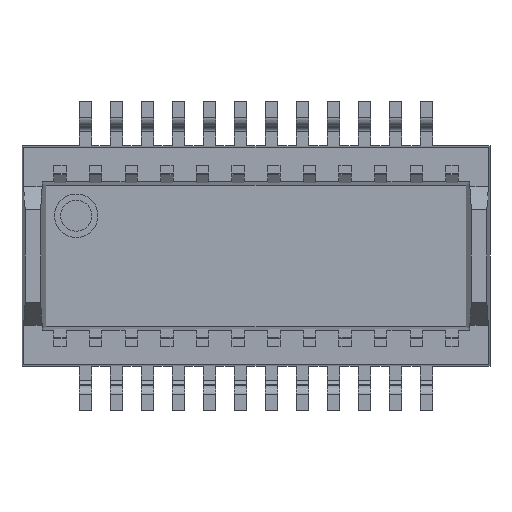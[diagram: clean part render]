
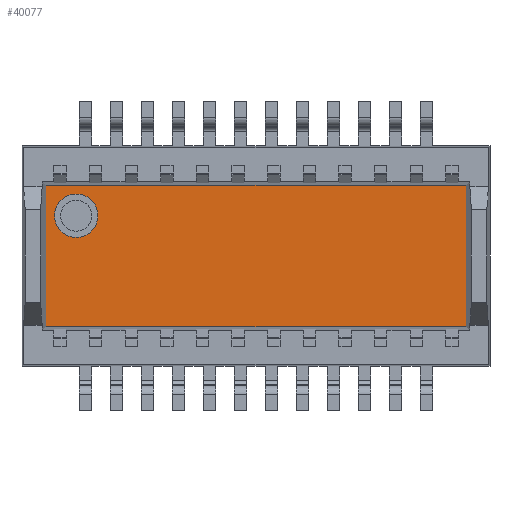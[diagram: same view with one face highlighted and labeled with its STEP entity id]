
A CAD part, front view. The second image highlights one B-rep face of the part: STEP entity #40077.
In plain terms, the highlighted planar face has unit normal (0, -1, 0).
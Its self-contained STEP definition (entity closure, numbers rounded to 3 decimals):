
#90=DIRECTION('',(1.,0.,0.));
#91=VECTOR('',#90,13.559);
#92=CARTESIAN_POINT('',(2.226,1.3,-13.721));
#93=LINE('',#92,#91);
#11090=DIRECTION('',(0.,0.,1.));
#11091=VECTOR('',#11090,4.559);
#11092=CARTESIAN_POINT('',(2.226,1.3,-18.279));
#11093=LINE('',#11092,#11091);
#11110=CARTESIAN_POINT('',(3.205,1.3,-14.7));
#11111=DIRECTION('',(0.,1.,0.));
#11112=DIRECTION('',(0.,0.,1.));
#11113=AXIS2_PLACEMENT_3D('',#11110,#11111,#11112);
#11115=CARTESIAN_POINT('',(3.205,1.3,-14.7));
#11116=DIRECTION('',(0.,1.,0.));
#11117=DIRECTION('',(0.,0.,-1.));
#11118=AXIS2_PLACEMENT_3D('',#11115,#11116,#11117);
#11120=DIRECTION('',(0.,0.,-1.));
#11121=VECTOR('',#11120,4.559);
#11122=CARTESIAN_POINT('',(15.784,1.3,-13.721));
#11123=LINE('',#11122,#11121);
#11180=DIRECTION('',(-1.,0.,0.));
#11181=VECTOR('',#11180,13.559);
#11182=CARTESIAN_POINT('',(15.784,1.3,-18.279));
#11183=LINE('',#11182,#11181);
#18218=CARTESIAN_POINT('',(2.226,1.3,-13.721));
#18219=VERTEX_POINT('',#18218);
#18220=CARTESIAN_POINT('',(15.784,1.3,-13.721));
#18221=VERTEX_POINT('',#18220);
#18306=CARTESIAN_POINT('',(2.226,1.3,-18.279));
#18307=VERTEX_POINT('',#18306);
#18308=CARTESIAN_POINT('',(15.784,1.3,-18.279));
#18309=VERTEX_POINT('',#18308);
#21066=CARTESIAN_POINT('',(3.205,1.3,-14.));
#21068=VERTEX_POINT('',#21066);
#21070=CARTESIAN_POINT('',(3.205,1.3,-15.4));
#21072=VERTEX_POINT('',#21070);
#40058=CARTESIAN_POINT('',(9.005,1.3,-16.));
#40059=DIRECTION('',(0.,1.,0.));
#40060=DIRECTION('',(-1.,0.,0.));
#40061=AXIS2_PLACEMENT_3D('',#40058,#40059,#40060);
#40062=PLANE('',#40061);
#40063=ORIENTED_EDGE('',*,*,#24195,.T.);
#40065=ORIENTED_EDGE('',*,*,#40064,.T.);
#40067=ORIENTED_EDGE('',*,*,#40066,.T.);
#40068=ORIENTED_EDGE('',*,*,#40046,.T.);
#40069=EDGE_LOOP('',(#40063,#40065,#40067,#40068));
#40070=FACE_OUTER_BOUND('',#40069,.F.);
#40072=ORIENTED_EDGE('',*,*,#40071,.F.);
#40074=ORIENTED_EDGE('',*,*,#40073,.F.);
#40075=EDGE_LOOP('',(#40072,#40074));
#40076=FACE_BOUND('',#40075,.F.);
#11114=CIRCLE('',#11113,0.7);
#11119=CIRCLE('',#11118,0.7);
#24195=EDGE_CURVE('',#18219,#18221,#93,.T.);
#40046=EDGE_CURVE('',#18307,#18219,#11093,.T.);
#40064=EDGE_CURVE('',#18221,#18309,#11123,.T.);
#40066=EDGE_CURVE('',#18309,#18307,#11183,.T.);
#40071=EDGE_CURVE('',#21068,#21072,#11114,.T.);
#40073=EDGE_CURVE('',#21072,#21068,#11119,.T.);
#40077=ADVANCED_FACE('',(#40070,#40076),#40062,.F.);
